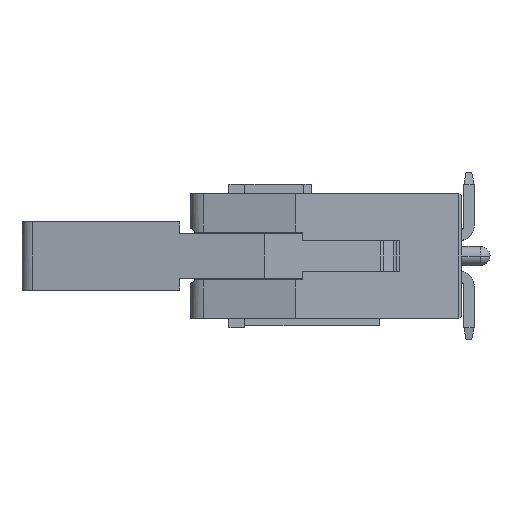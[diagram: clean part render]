
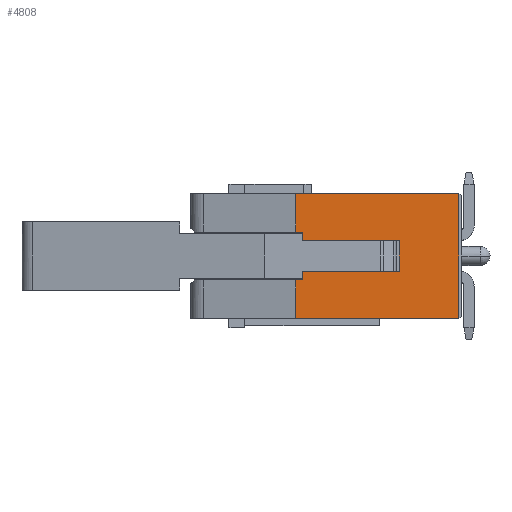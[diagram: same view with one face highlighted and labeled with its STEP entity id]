
A CAD part, left-side view. The second image highlights one B-rep face of the part: STEP entity #4808.
In plain terms, the highlighted planar face has unit normal (-1, 0, 0).
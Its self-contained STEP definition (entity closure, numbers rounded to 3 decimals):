
#796=CARTESIAN_POINT('',(12.7,1.65,-0.03));
#797=VERTEX_POINT('',#796);
#1869=CARTESIAN_POINT('',(12.7,1.65,-7.88));
#1870=VERTEX_POINT('',#1869);
#2908=CARTESIAN_POINT('',(12.7,5.4,-4.905));
#2909=VERTEX_POINT('',#2908);
#2919=CARTESIAN_POINT('',(12.7,5.4,-3.005));
#2920=VERTEX_POINT('',#2919);
#2921=CARTESIAN_POINT('',(12.7,5.4,-4.905));
#2922=CARTESIAN_POINT('',(12.7,5.4,-4.525));
#2923=CARTESIAN_POINT('',(12.7,5.4,-4.145));
#2924=CARTESIAN_POINT('',(12.7,5.4,-3.765));
#2925=CARTESIAN_POINT('',(12.7,5.4,-3.385));
#2926=CARTESIAN_POINT('',(12.7,5.4,-3.005));
#2927=B_SPLINE_CURVE_WITH_KNOTS('',5,(#2921,#2922,#2923,#2924,#2925,#2926),.UNSPECIFIED.,.F.,.U.,(6,6),(0.,1.9),.UNSPECIFIED.);
#2928=EDGE_CURVE('',#2909,#2920,#2927,.T.);
#3047=CARTESIAN_POINT('',(12.7,11.5,-4.905));
#3048=VERTEX_POINT('',#3047);
#3058=CARTESIAN_POINT('',(12.7,11.5,-4.905));
#3059=CARTESIAN_POINT('',(12.7,10.28,-4.905));
#3060=CARTESIAN_POINT('',(12.7,9.06,-4.905));
#3061=CARTESIAN_POINT('',(12.7,7.84,-4.905));
#3062=CARTESIAN_POINT('',(12.7,6.62,-4.905));
#3063=CARTESIAN_POINT('',(12.7,5.4,-4.905));
#3064=B_SPLINE_CURVE_WITH_KNOTS('',5,(#3058,#3059,#3060,#3061,#3062,#3063),.UNSPECIFIED.,.F.,.U.,(6,6),(0.,6.1),.UNSPECIFIED.);
#3065=EDGE_CURVE('',#3048,#2909,#3064,.T.);
#3086=CARTESIAN_POINT('',(12.7,11.5,-5.455));
#3087=VERTEX_POINT('',#3086);
#3094=CARTESIAN_POINT('',(12.7,11.5,-5.455));
#3095=CARTESIAN_POINT('',(12.7,11.5,-5.345));
#3096=CARTESIAN_POINT('',(12.7,11.5,-5.235));
#3097=CARTESIAN_POINT('',(12.7,11.5,-5.125));
#3098=CARTESIAN_POINT('',(12.7,11.5,-5.015));
#3099=CARTESIAN_POINT('',(12.7,11.5,-4.905));
#3100=B_SPLINE_CURVE_WITH_KNOTS('',5,(#3094,#3095,#3096,#3097,#3098,#3099),.UNSPECIFIED.,.F.,.U.,(6,6),(0.,0.55),.UNSPECIFIED.);
#3101=EDGE_CURVE('',#3087,#3048,#3100,.T.);
#3112=CARTESIAN_POINT('',(12.7,11.9,-5.455));
#3113=VERTEX_POINT('',#3112);
#3130=CARTESIAN_POINT('',(12.7,11.9,-7.88));
#3131=VERTEX_POINT('',#3130);
#3138=CARTESIAN_POINT('',(12.7,11.9,-7.88));
#3139=DIRECTION('',(0.,0.,1.));
#3140=VECTOR('',#3139,2.425);
#3141=LINE('',#3138,#3140);
#3142=EDGE_CURVE('',#3131,#3113,#3141,.T.);
#3163=CARTESIAN_POINT('',(12.7,1.65,-0.03));
#3164=CARTESIAN_POINT('',(12.7,1.65,-1.6));
#3165=CARTESIAN_POINT('',(12.7,1.65,-3.17));
#3166=CARTESIAN_POINT('',(12.7,1.65,-4.74));
#3167=CARTESIAN_POINT('',(12.7,1.65,-6.31));
#3168=CARTESIAN_POINT('',(12.7,1.65,-7.88));
#3169=B_SPLINE_CURVE_WITH_KNOTS('',5,(#3163,#3164,#3165,#3166,#3167,#3168),.UNSPECIFIED.,.F.,.U.,(6,6),(0.,7.85),.UNSPECIFIED.);
#3170=EDGE_CURVE('',#797,#1870,#3169,.T.);
#3180=CARTESIAN_POINT('',(12.7,11.5,-3.005));
#3181=VERTEX_POINT('',#3180);
#3182=CARTESIAN_POINT('',(12.7,11.5,-2.455));
#3183=VERTEX_POINT('',#3182);
#3184=CARTESIAN_POINT('',(12.7,11.5,-3.005));
#3185=CARTESIAN_POINT('',(12.7,11.5,-2.895));
#3186=CARTESIAN_POINT('',(12.7,11.5,-2.785));
#3187=CARTESIAN_POINT('',(12.7,11.5,-2.675));
#3188=CARTESIAN_POINT('',(12.7,11.5,-2.565));
#3189=CARTESIAN_POINT('',(12.7,11.5,-2.455));
#3190=B_SPLINE_CURVE_WITH_KNOTS('',5,(#3184,#3185,#3186,#3187,#3188,#3189),.UNSPECIFIED.,.F.,.U.,(6,6),(0.,0.55),.UNSPECIFIED.);
#3191=EDGE_CURVE('',#3181,#3183,#3190,.T.);
#3251=CARTESIAN_POINT('',(12.7,5.4,-3.005));
#3252=CARTESIAN_POINT('',(12.7,6.62,-3.005));
#3253=CARTESIAN_POINT('',(12.7,7.84,-3.005));
#3254=CARTESIAN_POINT('',(12.7,9.06,-3.005));
#3255=CARTESIAN_POINT('',(12.7,10.28,-3.005));
#3256=CARTESIAN_POINT('',(12.7,11.5,-3.005));
#3257=B_SPLINE_CURVE_WITH_KNOTS('',5,(#3251,#3252,#3253,#3254,#3255,#3256),.UNSPECIFIED.,.F.,.U.,(6,6),(0.,6.1),.UNSPECIFIED.);
#3258=EDGE_CURVE('',#2920,#3181,#3257,.T.);
#4757=CARTESIAN_POINT('',(12.7,6.878,-4.18));
#4758=DIRECTION('',(0.,-1.,0.));
#4759=DIRECTION('',(-1.,0.,0.));
#4760=AXIS2_PLACEMENT_3D('',#4757,#4759,#4758);
#4761=PLANE('',#4760);
#4762=ORIENTED_EDGE('',*,*,#3191,.F.);
#4763=ORIENTED_EDGE('',*,*,#3258,.F.);
#4764=ORIENTED_EDGE('',*,*,#2928,.F.);
#4765=ORIENTED_EDGE('',*,*,#3065,.F.);
#4766=ORIENTED_EDGE('',*,*,#3101,.F.);
#4767=CARTESIAN_POINT('',(12.7,11.5,-5.455));
#4768=DIRECTION('',(0.,1.,0.));
#4769=VECTOR('',#4768,0.4);
#4770=LINE('',#4767,#4769);
#4771=EDGE_CURVE('',#3087,#3113,#4770,.T.);
#4772=ORIENTED_EDGE('',*,*,#4771,.T.);
#4773=ORIENTED_EDGE('',*,*,#3142,.F.);
#4774=CARTESIAN_POINT('',(12.7,11.9,-7.88));
#4775=CARTESIAN_POINT('',(12.7,9.85,-7.88));
#4776=CARTESIAN_POINT('',(12.7,7.8,-7.88));
#4777=CARTESIAN_POINT('',(12.7,5.75,-7.88));
#4778=CARTESIAN_POINT('',(12.7,3.7,-7.88));
#4779=CARTESIAN_POINT('',(12.7,1.65,-7.88));
#4780=B_SPLINE_CURVE_WITH_KNOTS('',5,(#4774,#4775,#4776,#4777,#4778,#4779),.UNSPECIFIED.,.F.,.U.,(6,6),(0.,0.414),.UNSPECIFIED.);
#4781=EDGE_CURVE('',#3131,#1870,#4780,.T.);
#4782=ORIENTED_EDGE('',*,*,#4781,.T.);
#4783=ORIENTED_EDGE('',*,*,#3170,.F.);
#4784=CARTESIAN_POINT('',(12.7,11.9,-0.03));
#4785=VERTEX_POINT('',#4784);
#4786=CARTESIAN_POINT('',(12.7,1.65,-0.03));
#4787=DIRECTION('',(0.,1.,0.));
#4788=VECTOR('',#4787,10.25);
#4789=LINE('',#4786,#4788);
#4790=EDGE_CURVE('',#797,#4785,#4789,.T.);
#4791=ORIENTED_EDGE('',*,*,#4790,.T.);
#4792=CARTESIAN_POINT('',(12.7,11.9,-2.455));
#4793=VERTEX_POINT('',#4792);
#4794=CARTESIAN_POINT('',(12.7,11.9,-0.03));
#4795=DIRECTION('',(0.,0.,-1.));
#4796=VECTOR('',#4795,2.425);
#4797=LINE('',#4794,#4796);
#4798=EDGE_CURVE('',#4785,#4793,#4797,.T.);
#4799=ORIENTED_EDGE('',*,*,#4798,.T.);
#4800=CARTESIAN_POINT('',(12.7,11.9,-2.455));
#4801=DIRECTION('',(0.,-1.,0.));
#4802=VECTOR('',#4801,0.4);
#4803=LINE('',#4800,#4802);
#4804=EDGE_CURVE('',#4793,#3183,#4803,.T.);
#4805=ORIENTED_EDGE('',*,*,#4804,.T.);
#4806=EDGE_LOOP('',(#4762,#4763,#4764,#4765,#4766,#4772,#4773,#4782,#4783,#4791,#4799,#4805));
#4807=FACE_OUTER_BOUND('',#4806,.T.);
#4808=ADVANCED_FACE('',(#4807),#4761,.T.);
